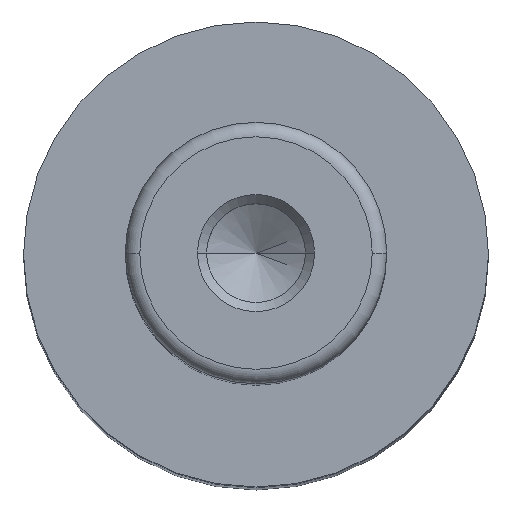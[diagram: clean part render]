
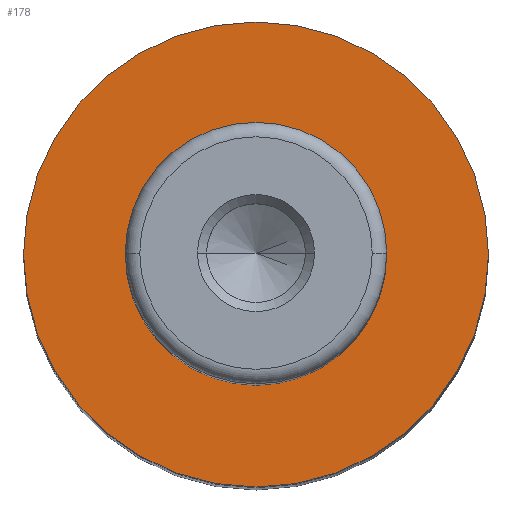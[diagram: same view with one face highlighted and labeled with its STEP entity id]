
A CAD part, top view. The second image highlights one B-rep face of the part: STEP entity #178.
In plain terms, the highlighted planar face has unit normal (0, 0, 1).
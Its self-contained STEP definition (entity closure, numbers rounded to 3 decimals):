
#65 = AXIS2_PLACEMENT_3D ( 'NONE', #1079, #1034, #422 ) ;
#80 = AXIS2_PLACEMENT_3D ( 'NONE', #321, #1092, #424 ) ;
#91 = CARTESIAN_POINT ( 'NONE',  ( 0., 0., 117. ) ) ;
#95 = ORIENTED_EDGE ( 'NONE', *, *, #1096, .F. ) ;
#158 = AXIS2_PLACEMENT_3D ( 'NONE', #91, #601, #1136 ) ;
#178 = ADVANCED_FACE ( 'NONE', ( #556, #267 ), #579, .T. ) ;
#190 = AXIS2_PLACEMENT_3D ( 'NONE', #679, #478, #1098 ) ;
#234 = CIRCLE ( 'NONE', #80, 16. ) ;
#267 = FACE_OUTER_BOUND ( 'NONE', #998, .T. ) ;
#287 = VERTEX_POINT ( 'NONE', #1021 ) ;
#321 = CARTESIAN_POINT ( 'NONE',  ( 0., 0., 117. ) ) ;
#352 = CARTESIAN_POINT ( 'NONE',  ( 9., 0., 117. ) ) ;
#355 = CIRCLE ( 'NONE', #190, 16. ) ;
#365 = CARTESIAN_POINT ( 'NONE',  ( -9., 0., 117. ) ) ;
#382 = CARTESIAN_POINT ( 'NONE',  ( 16., 0., 117. ) ) ;
#422 = DIRECTION ( 'NONE',  ( -1., 0., 0. ) ) ;
#424 = DIRECTION ( 'NONE',  ( -1., 0., 0. ) ) ;
#478 = DIRECTION ( 'NONE',  ( 0., 0., -1. ) ) ;
#519 = ORIENTED_EDGE ( 'NONE', *, *, #855, .T. ) ;
#521 = AXIS2_PLACEMENT_3D ( 'NONE', #365, #1111, #959 ) ;
#556 = FACE_BOUND ( 'NONE', #597, .T. ) ;
#579 = PLANE ( 'NONE',  #521 ) ;
#596 = CIRCLE ( 'NONE', #158, 9. ) ;
#597 = EDGE_LOOP ( 'NONE', ( #1185, #519 ) ) ;
#601 = DIRECTION ( 'NONE',  ( 0., 0., -1. ) ) ;
#623 = CIRCLE ( 'NONE', #65, 9. ) ;
#679 = CARTESIAN_POINT ( 'NONE',  ( 0., 0., 117. ) ) ;
#702 = VERTEX_POINT ( 'NONE', #703 ) ;
#703 = CARTESIAN_POINT ( 'NONE',  ( -16., 0., 117. ) ) ;
#783 = EDGE_CURVE ( 'NONE', #1066, #702, #355, .T. ) ;
#855 = EDGE_CURVE ( 'NONE', #1075, #287, #596, .T. ) ;
#959 = DIRECTION ( 'NONE',  ( 1., 0., 0. ) ) ;
#998 = EDGE_LOOP ( 'NONE', ( #95, #1156 ) ) ;
#1021 = CARTESIAN_POINT ( 'NONE',  ( -9., 0., 117. ) ) ;
#1034 = DIRECTION ( 'NONE',  ( 0., 0., -1. ) ) ;
#1066 = VERTEX_POINT ( 'NONE', #382 ) ;
#1075 = VERTEX_POINT ( 'NONE', #352 ) ;
#1079 = CARTESIAN_POINT ( 'NONE',  ( 0., 0., 117. ) ) ;
#1092 = DIRECTION ( 'NONE',  ( 0., 0., -1. ) ) ;
#1096 = EDGE_CURVE ( 'NONE', #702, #1066, #234, .T. ) ;
#1098 = DIRECTION ( 'NONE',  ( -1., 0., 0. ) ) ;
#1111 = DIRECTION ( 'NONE',  ( 0., 0., 1. ) ) ;
#1136 = DIRECTION ( 'NONE',  ( -1., 0., 0. ) ) ;
#1156 = ORIENTED_EDGE ( 'NONE', *, *, #783, .F. ) ;
#1162 = EDGE_CURVE ( 'NONE', #287, #1075, #623, .T. ) ;
#1185 = ORIENTED_EDGE ( 'NONE', *, *, #1162, .T. ) ;
